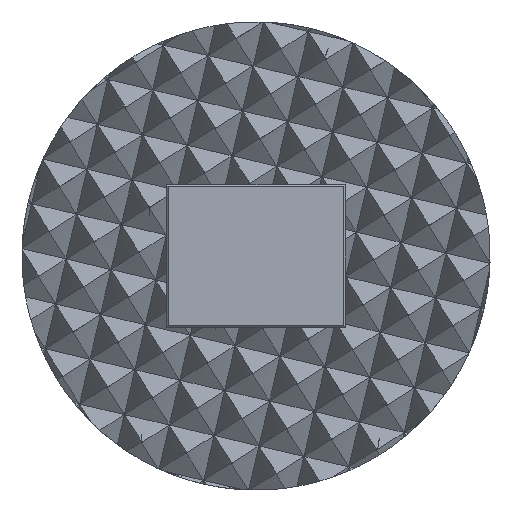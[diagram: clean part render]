
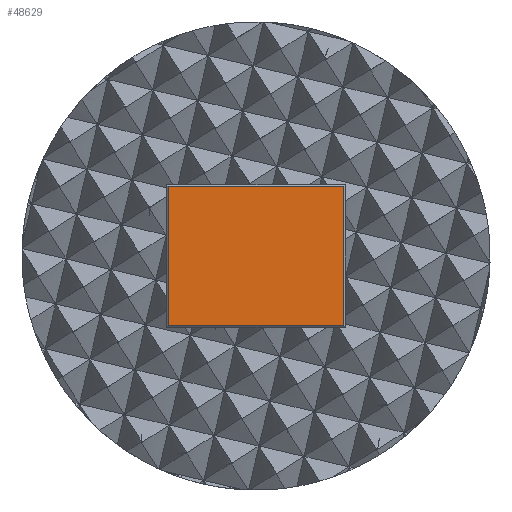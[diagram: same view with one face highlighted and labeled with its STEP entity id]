
A CAD part, front view. The second image highlights one B-rep face of the part: STEP entity #48629.
In plain terms, the highlighted planar face has unit normal (0, -1, 0).
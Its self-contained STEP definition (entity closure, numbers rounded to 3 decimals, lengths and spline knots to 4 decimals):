
#4465 = CARTESIAN_POINT ( 'NONE',  ( 0., -15.7705, -1.485 ) ) ;
#5280 = CARTESIAN_POINT ( 'NONE',  ( 1.87, -15.7705, 0. ) ) ;
#11007 = VECTOR ( 'NONE', #49786, 39.3701 ) ;
#11281 = EDGE_LOOP ( 'NONE', ( #69313, #29090, #37724, #39379 ) ) ;
#13609 = LINE ( 'NONE', #35853, #31214 ) ;
#14265 = CARTESIAN_POINT ( 'NONE',  ( 0., -15.7705, 0. ) ) ;
#16124 = LINE ( 'NONE', #4465, #62632 ) ;
#18477 = VERTEX_POINT ( 'NONE', #64054 ) ;
#20109 = PLANE ( 'NONE',  #56494 ) ;
#20862 = EDGE_CURVE ( 'NONE', #46554, #18477, #16124, .T. ) ;
#21773 = CARTESIAN_POINT ( 'NONE',  ( -1.87, -15.7705, -1.485 ) ) ;
#23002 = VERTEX_POINT ( 'NONE', #66262 ) ;
#27156 = LINE ( 'NONE', #5280, #11007 ) ;
#29090 = ORIENTED_EDGE ( 'NONE', *, *, #64187, .T. ) ;
#30033 = VERTEX_POINT ( 'NONE', #57105 ) ;
#30385 = DIRECTION ( 'NONE',  ( -1., 0., 0. ) ) ;
#31214 = VECTOR ( 'NONE', #30385, 39.3701 ) ;
#31763 = FACE_OUTER_BOUND ( 'NONE', #11281, .T. ) ;
#33091 = LINE ( 'NONE', #70289, #43425 ) ;
#34114 = EDGE_CURVE ( 'NONE', #30033, #23002, #13609, .T. ) ;
#35853 = CARTESIAN_POINT ( 'NONE',  ( 0., -15.7705, 1.485 ) ) ;
#37724 = ORIENTED_EDGE ( 'NONE', *, *, #20862, .T. ) ;
#39379 = ORIENTED_EDGE ( 'NONE', *, *, #67506, .T. ) ;
#42358 = DIRECTION ( 'NONE',  ( 1., 0., 0. ) ) ;
#42600 = DIRECTION ( 'NONE',  ( 0., 0., -1. ) ) ;
#43425 = VECTOR ( 'NONE', #42600, 39.3701 ) ;
#46554 = VERTEX_POINT ( 'NONE', #21773 ) ;
#48629 = ADVANCED_FACE ( 'NONE', ( #31763 ), #20109, .T. ) ;
#49786 = DIRECTION ( 'NONE',  ( 0., 0., 1. ) ) ;
#54005 = DIRECTION ( 'NONE',  ( 0., -1., 0. ) ) ;
#56494 = AXIS2_PLACEMENT_3D ( 'NONE', #14265, #54005, #42358 ) ;
#57105 = CARTESIAN_POINT ( 'NONE',  ( 1.87, -15.7705, 1.485 ) ) ;
#62632 = VECTOR ( 'NONE', #65707, 39.3701 ) ;
#64054 = CARTESIAN_POINT ( 'NONE',  ( 1.87, -15.7705, -1.485 ) ) ;
#64187 = EDGE_CURVE ( 'NONE', #23002, #46554, #33091, .T. ) ;
#65707 = DIRECTION ( 'NONE',  ( 1., 0., 0. ) ) ;
#66262 = CARTESIAN_POINT ( 'NONE',  ( -1.87, -15.7705, 1.485 ) ) ;
#67506 = EDGE_CURVE ( 'NONE', #18477, #30033, #27156, .T. ) ;
#69313 = ORIENTED_EDGE ( 'NONE', *, *, #34114, .T. ) ;
#70289 = CARTESIAN_POINT ( 'NONE',  ( -1.87, -15.7705, 0. ) ) ;
